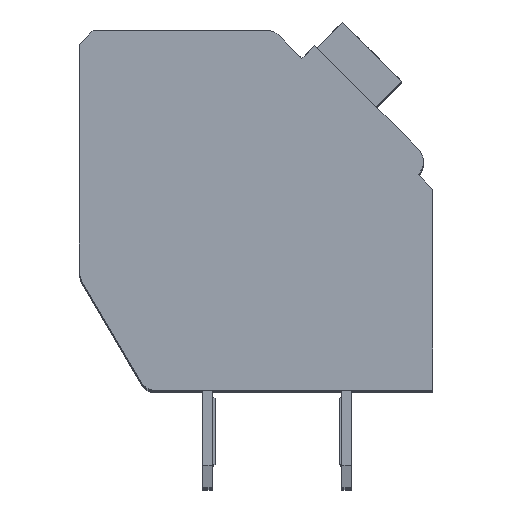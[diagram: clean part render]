
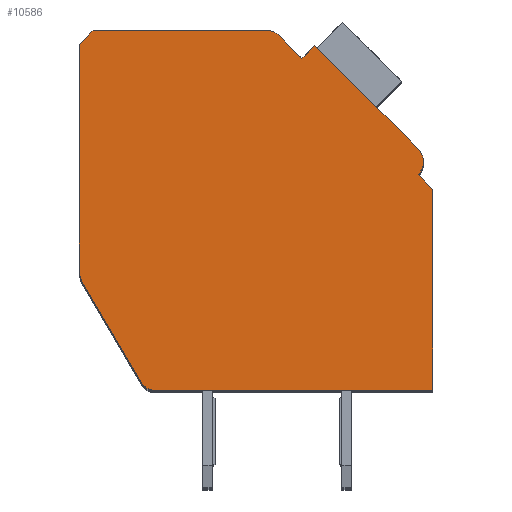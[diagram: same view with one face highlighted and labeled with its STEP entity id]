
A CAD part, top view. The second image highlights one B-rep face of the part: STEP entity #10586.
In plain terms, the highlighted planar face has unit normal (0, 0, 1).
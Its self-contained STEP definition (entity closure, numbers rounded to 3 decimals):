
#252=DIRECTION('',(0.,-1.,0.));
#253=VECTOR('',#252,8.053);
#254=CARTESIAN_POINT('',(-12.7,12.4,2.1));
#255=LINE('',#254,#253);
#256=DIRECTION('',(-0.707,-0.707,0.));
#257=VECTOR('',#256,0.707);
#258=CARTESIAN_POINT('',(-12.2,12.9,2.1));
#259=LINE('',#258,#257);
#260=DIRECTION('',(-1.,0.,0.));
#261=VECTOR('',#260,6.298);
#262=CARTESIAN_POINT('',(-5.902,12.9,2.1));
#263=LINE('',#262,#261);
#264=CARTESIAN_POINT('',(-5.902,12.4,2.1));
#265=DIRECTION('',(0.,0.,1.));
#266=DIRECTION('',(0.707,0.707,0.));
#267=AXIS2_PLACEMENT_3D('',#264,#265,#266);
#269=DIRECTION('',(-0.707,0.707,0.));
#270=VECTOR('',#269,1.197);
#271=CARTESIAN_POINT('',(-4.702,11.907,2.1));
#272=LINE('',#271,#270);
#273=DIRECTION('',(-0.707,-0.707,0.));
#274=VECTOR('',#273,0.65);
#275=CARTESIAN_POINT('',(-4.243,12.367,2.1));
#276=LINE('',#275,#274);
#277=DIRECTION('',(-0.707,0.707,0.));
#278=VECTOR('',#277,5.25);
#279=CARTESIAN_POINT('',(-0.53,8.655,2.1));
#280=LINE('',#279,#278);
#281=CARTESIAN_POINT('',(-0.99,8.195,2.1));
#282=DIRECTION('',(0.,0.,1.));
#283=DIRECTION('',(0.707,-0.707,0.));
#284=AXIS2_PLACEMENT_3D('',#281,#282,#283);
#286=DIRECTION('',(-0.707,0.707,0.));
#287=VECTOR('',#286,0.75);
#288=CARTESIAN_POINT('',(0.,7.205,2.1));
#289=LINE('',#288,#287);
#290=DIRECTION('',(0.,1.,0.));
#291=VECTOR('',#290,7.205);
#292=CARTESIAN_POINT('',(0.,0.,2.1));
#293=LINE('',#292,#291);
#294=DIRECTION('',(1.,0.,0.));
#295=VECTOR('',#294,10.014);
#296=CARTESIAN_POINT('',(-10.014,0.,2.1));
#297=LINE('',#296,#295);
#298=CARTESIAN_POINT('',(-10.014,0.5,2.1));
#299=DIRECTION('',(0.,0.,1.));
#300=DIRECTION('',(-0.862,-0.508,0.));
#301=AXIS2_PLACEMENT_3D('',#298,#299,#300);
#303=DIRECTION('',(0.508,-0.862,0.));
#304=VECTOR('',#303,4.17);
#305=CARTESIAN_POINT('',(-12.562,3.839,2.1));
#306=LINE('',#305,#304);
#307=CARTESIAN_POINT('',(-11.7,4.347,2.1));
#308=DIRECTION('',(0.,0.,1.));
#309=DIRECTION('',(-1.,0.,0.));
#310=AXIS2_PLACEMENT_3D('',#307,#308,#309);
#7921=CARTESIAN_POINT('',(-12.7,12.4,2.1));
#7922=CARTESIAN_POINT('',(-12.7,4.347,2.1));
#7923=VERTEX_POINT('',#7921);
#7924=VERTEX_POINT('',#7922);
#7925=CARTESIAN_POINT('',(-12.562,3.839,2.1));
#7926=VERTEX_POINT('',#7925);
#7927=CARTESIAN_POINT('',(-10.445,0.246,2.1));
#7928=VERTEX_POINT('',#7927);
#7929=CARTESIAN_POINT('',(-10.014,0.,2.1));
#7930=VERTEX_POINT('',#7929);
#7931=CARTESIAN_POINT('',(0.,0.,2.1));
#7932=VERTEX_POINT('',#7931);
#7933=CARTESIAN_POINT('',(0.,7.205,2.1));
#7934=VERTEX_POINT('',#7933);
#7935=CARTESIAN_POINT('',(-0.53,7.735,2.1));
#7936=VERTEX_POINT('',#7935);
#7937=CARTESIAN_POINT('',(-0.53,8.655,2.1));
#7938=VERTEX_POINT('',#7937);
#7939=CARTESIAN_POINT('',(-4.243,12.367,2.1));
#7940=VERTEX_POINT('',#7939);
#7941=CARTESIAN_POINT('',(-4.702,11.907,2.1));
#7942=VERTEX_POINT('',#7941);
#7943=CARTESIAN_POINT('',(-5.548,12.754,2.1));
#7944=VERTEX_POINT('',#7943);
#7945=CARTESIAN_POINT('',(-5.902,12.9,2.1));
#7946=VERTEX_POINT('',#7945);
#7947=CARTESIAN_POINT('',(-12.2,12.9,2.1));
#7948=VERTEX_POINT('',#7947);
#10553=CARTESIAN_POINT('',(0.,0.,2.1));
#10554=DIRECTION('',(0.,0.,1.));
#10555=DIRECTION('',(1.,0.,0.));
#10556=AXIS2_PLACEMENT_3D('',#10553,#10554,#10555);
#10557=PLANE('',#10556);
#10558=ORIENTED_EDGE('',*,*,#10352,.F.);
#10560=ORIENTED_EDGE('',*,*,#10559,.F.);
#10562=ORIENTED_EDGE('',*,*,#10561,.F.);
#10564=ORIENTED_EDGE('',*,*,#10563,.F.);
#10566=ORIENTED_EDGE('',*,*,#10565,.F.);
#10568=ORIENTED_EDGE('',*,*,#10567,.F.);
#10570=ORIENTED_EDGE('',*,*,#10569,.F.);
#10572=ORIENTED_EDGE('',*,*,#10571,.F.);
#10574=ORIENTED_EDGE('',*,*,#10573,.F.);
#10576=ORIENTED_EDGE('',*,*,#10575,.F.);
#10578=ORIENTED_EDGE('',*,*,#10577,.F.);
#10580=ORIENTED_EDGE('',*,*,#10579,.F.);
#10582=ORIENTED_EDGE('',*,*,#10581,.F.);
#10583=ORIENTED_EDGE('',*,*,#10441,.F.);
#10584=EDGE_LOOP('',(#10558,#10560,#10562,#10564,#10566,#10568,#10570,#10572,
#10574,#10576,#10578,#10580,#10582,#10583));
#10585=FACE_OUTER_BOUND('',#10584,.F.);
#268=CIRCLE('',#267,0.5);
#285=CIRCLE('',#284,0.65);
#302=CIRCLE('',#301,0.5);
#311=CIRCLE('',#310,1.);
#10352=EDGE_CURVE('',#7923,#7924,#255,.T.);
#10441=EDGE_CURVE('',#7924,#7926,#311,.T.);
#10559=EDGE_CURVE('',#7948,#7923,#259,.T.);
#10561=EDGE_CURVE('',#7946,#7948,#263,.T.);
#10563=EDGE_CURVE('',#7944,#7946,#268,.T.);
#10565=EDGE_CURVE('',#7942,#7944,#272,.T.);
#10567=EDGE_CURVE('',#7940,#7942,#276,.T.);
#10569=EDGE_CURVE('',#7938,#7940,#280,.T.);
#10571=EDGE_CURVE('',#7936,#7938,#285,.T.);
#10573=EDGE_CURVE('',#7934,#7936,#289,.T.);
#10575=EDGE_CURVE('',#7932,#7934,#293,.T.);
#10577=EDGE_CURVE('',#7930,#7932,#297,.T.);
#10579=EDGE_CURVE('',#7928,#7930,#302,.T.);
#10581=EDGE_CURVE('',#7926,#7928,#306,.T.);
#10586=ADVANCED_FACE('',(#10585),#10557,.T.);
